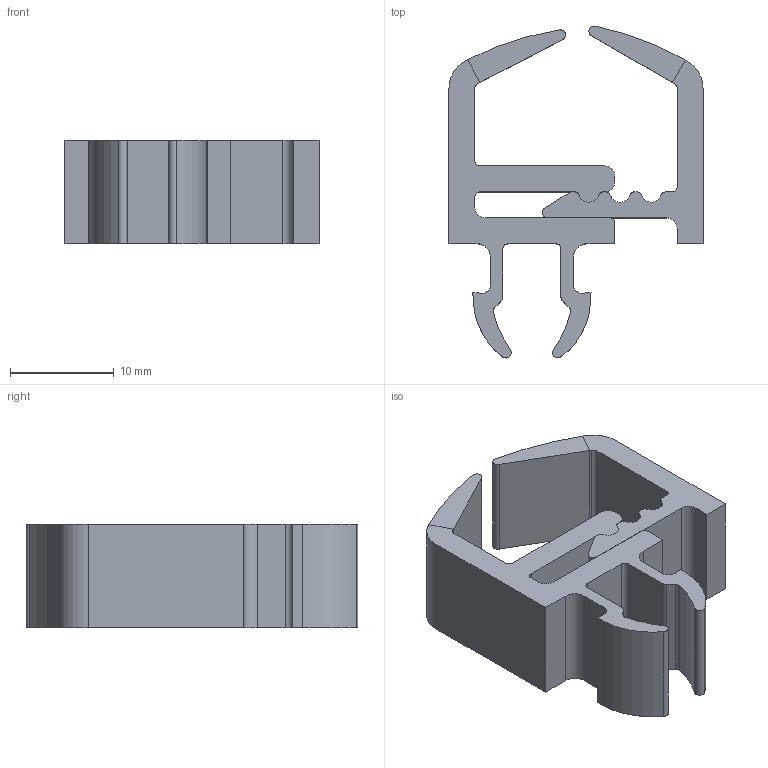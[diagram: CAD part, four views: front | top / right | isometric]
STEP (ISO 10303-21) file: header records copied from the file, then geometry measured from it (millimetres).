
FILE_DESCRIPTION (( 'STEP AP203' ), '1' );
FILE_NAME ('092262.STEP', '2016-08-12T09:48:33', ( '' ), ( '' ), 'SwSTEP 2.0', 'SolidWorks 2016', '' );
FILE_SCHEMA (( 'CONFIG_CONTROL_DESIGN' ));
Length unit declared in the file: millimetre
Products named in the file (3): 092244-1_mit Trennlinie; 092244-2_092262-2; 092262
Assembly tree (2 placements, depth 2):
  092262
    092244-2_092262-2
    092244-1_mit Trennlinie
Bounding box: 24.5 x 32 x 10 mm (x, y, z)
Volume: 2527.4 mm3; surface area: 2900.9 mm2
Topology: 2 solids, 2 shells, 94 faces, 262 edges, 172 vertices
Faces by surface type: cylinder 50, plane 44
Entity records: 3347 total; most frequent: DIRECTION 560, CARTESIAN_POINT 533, ORIENTED_EDGE 524, EDGE_CURVE 262, AXIS2_PLACEMENT_3D 199, VERTEX_POINT 172, VECTOR 162, LINE 162
